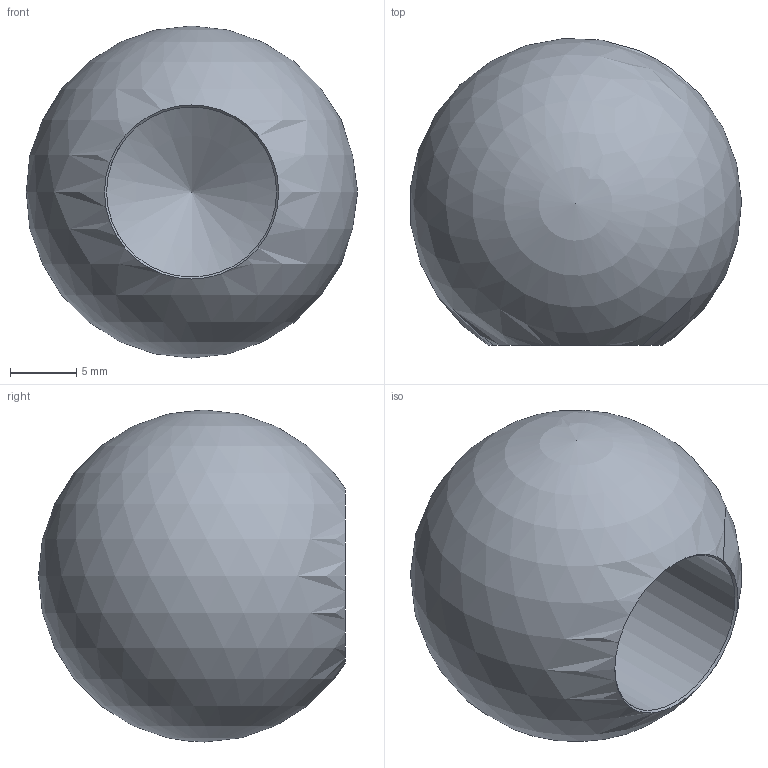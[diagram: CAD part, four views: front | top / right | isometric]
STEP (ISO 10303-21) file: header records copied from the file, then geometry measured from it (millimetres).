
FILE_DESCRIPTION (( 'STEP AP203' ), '1' );
FILE_NAME ('51025-240S12.8-MS.step', '2020-06-22T11:34:31', ( '' ), ( '' ), 'SwSTEP 2.0', 'SolidWorks 2015', '' );
FILE_SCHEMA (( 'CONFIG_CONTROL_DESIGN' ));
Length unit declared in the file: millimetre
Products named in the file (2): 51025-240S12.8-MS
Bounding box: 24.93 x 23.11 x 25 mm (x, y, z)
Volume: 6581.7 mm3; surface area: 2383.9 mm2
Topology: 1 solids, 1 shells, 322 faces, 866 edges, 577 vertices
Faces by surface type: bspline 151, plane 134, cylinder 34, cone 2, sphere 1
Full cylindrical faces by diameter (mm): 12.8 x1
Entity records: 16319 total; most frequent: CARTESIAN_POINT 9211, ORIENTED_EDGE 1716, DIRECTION 969, EDGE_CURVE 858, VERTEX_POINT 573, VECTOR 381, LINE 381, EDGE_LOOP 357
